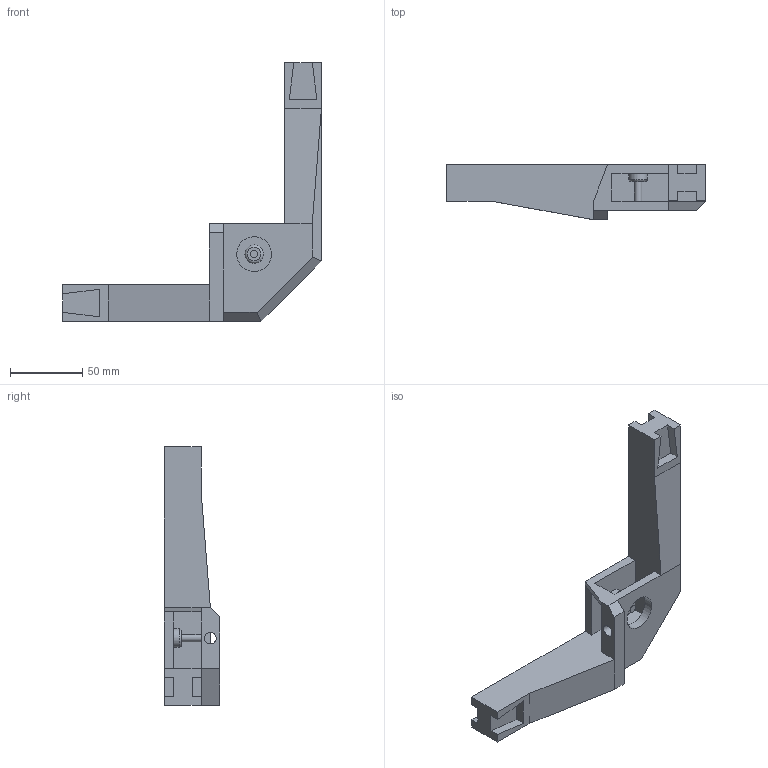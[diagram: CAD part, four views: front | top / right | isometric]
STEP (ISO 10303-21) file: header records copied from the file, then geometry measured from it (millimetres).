
FILE_DESCRIPTION(/* description */ (''),/* implementation_level */ '2;1');
FILE_NAME(/* name */ 'GearRight.stp',/* time_stamp */ '2025-04-13T12:37:03-04:00',/* author */ ('Designer'),/* organization */ (''),/* preprocessor_version */ 'ST-DEVELOPER v20',/* originating_system */ 'Autodesk Inventor 2024',/* authorisation */ '');
FILE_SCHEMA (('AUTOMOTIVE_DESIGN { 1 0 10303 214 3 1 1 }'));
Length unit declared in the file: inch
Products named in the file (1): GearLeft_MIR
Bounding box: 179 x 38.1 x 179 mm (x, y, z)
Volume: 235052.5 mm3; surface area: 46750.9 mm2
Topology: 1 solids, 1 shells, 55 faces, 145 edges, 93 vertices
Faces by surface type: plane 48, cylinder 6, torus 1
Full cylindrical faces by diameter (mm): 5 x1, 8.1 x1, 12.7 x3, 24.003 x1
Entity records: 1724 total; most frequent: CARTESIAN_POINT 294, ORIENTED_EDGE 290, DIRECTION 273, EDGE_CURVE 145, LINE 129, VECTOR 129, VERTEX_POINT 93, AXIS2_PLACEMENT_3D 72
